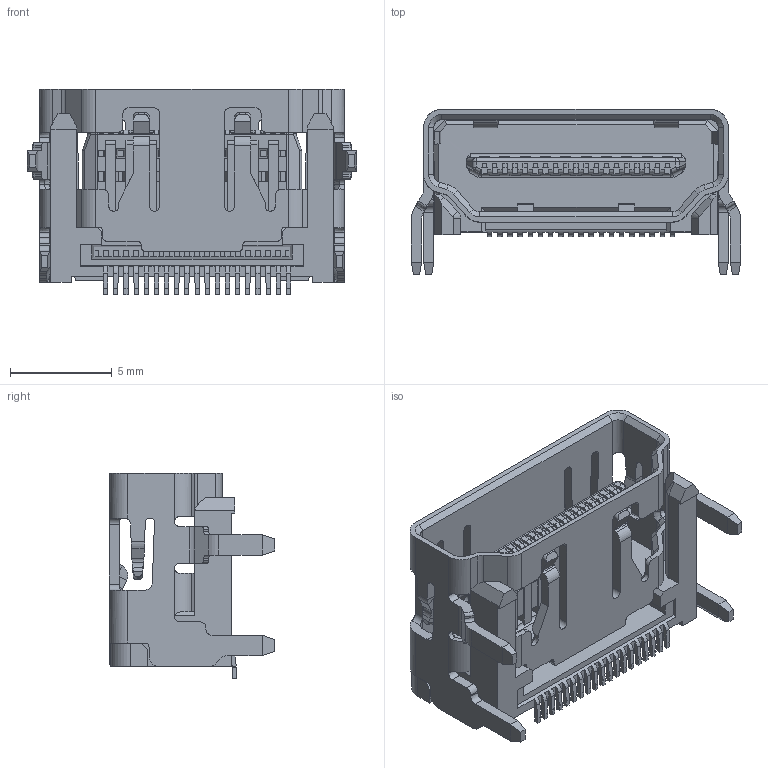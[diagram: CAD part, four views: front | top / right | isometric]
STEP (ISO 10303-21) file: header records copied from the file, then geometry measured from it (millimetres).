
FILE_DESCRIPTION (( 'STEP AP214' ), '1' );
FILE_NAME ('694D119-164-411.STEP', '2021-01-13T17:20:23', ( '' ), ( '' ), 'SwSTEP 2.0', 'SolidWorks 2020', '' );
FILE_SCHEMA (( 'AUTOMOTIVE_DESIGN' ));
Length unit declared in the file: millimetre
Products named in the file (3): 694D119-164-411; Shell 694D119-X64-411; Insulator 694D119-X64-411
Assembly tree (2 placements, depth 2):
  694D119-164-411
    Insulator 694D119-X64-411
    Shell 694D119-X64-411
Bounding box: 16.2 x 8.13 x 10.1 mm (x, y, z)
Volume: 128.4 mm3; surface area: 1207.4 mm2
Topology: 1 solids, 2 shells, 1591 faces, 4497 edges, 2877 vertices
Faces by surface type: plane 1279, cylinder 240, bspline 39, cone 33
Entity records: 56560 total; most frequent: CARTESIAN_POINT 10604, ORIENTED_EDGE 8918, DIRECTION 8003, EDGE_CURVE 4491, VECTOR 3793, LINE 3793, VERTEX_POINT 2877, AXIS2_PLACEMENT_3D 2105
